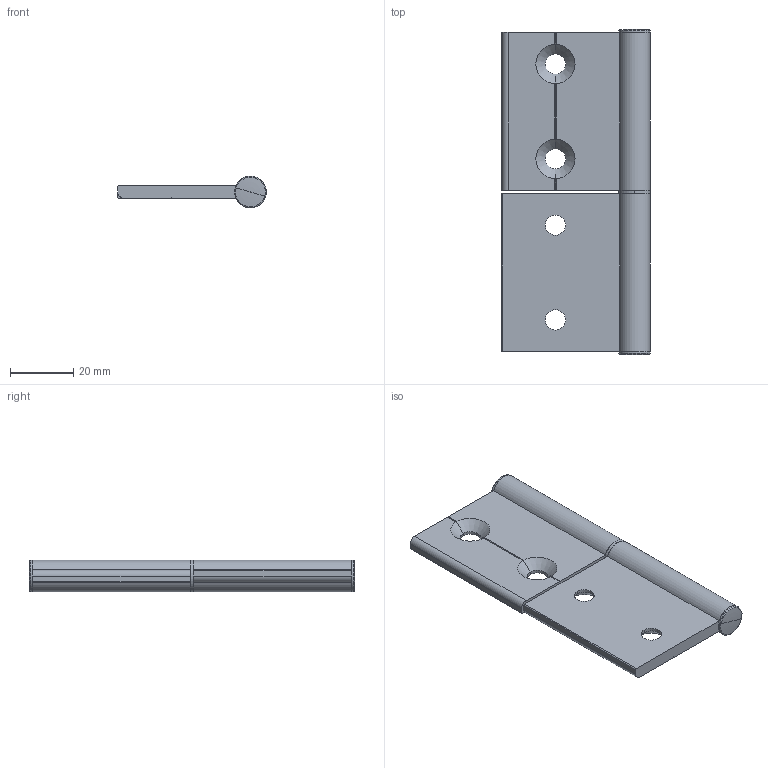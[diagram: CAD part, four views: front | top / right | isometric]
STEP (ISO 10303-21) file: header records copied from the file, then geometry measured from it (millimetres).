
FILE_DESCRIPTION (( 'STEP AP214' ), '1' );
FILE_NAME ('SAFE00H1180-Charnière 40x40 Al PP4.step', '2023-03-24T09:29:08', ( 'Altae' ), ( '' ), 'SwSTEP 2.0', 'SolidWorks 2021', '' );
FILE_SCHEMA (( 'AUTOMOTIVE_DESIGN' ));
Length unit declared in the file: millimetre
Products named in the file (4): 04^SAFE00H1180-Charnière 40x40 Al PP4; SAFE00H1180-Charnière 40x40 Al PP4; 01^SAFE00H1180-Charnière 40x40 Al PP4; 02^SAFE00H1180-Charnière 40x40 Al PP4
Assembly tree (5 placements, depth 2):
  SAFE00H1180-Charnière 40x40 Al PP4
    01^SAFE00H1180-Charnière 40x40 Al PP4
    02^SAFE00H1180-Charnière 40x40 Al PP4  x2
    04^SAFE00H1180-Charnière 40x40 Al PP4  x2
Bounding box: 47 x 103 x 10 mm (x, y, z)
Volume: 20417.2 mm3; surface area: 14960.1 mm2
Topology: 5 solids, 5 shells, 178 faces, 462 edges, 296 vertices
Faces by surface type: plane 60, cylinder 52, torus 36, cone 30
Entity records: 3188 total; most frequent: CARTESIAN_POINT 688, DIRECTION 514, ORIENTED_EDGE 488, EDGE_CURVE 244, AXIS2_PLACEMENT_3D 214, VERTEX_POINT 156, CIRCLE 110, EDGE_LOOP 104
